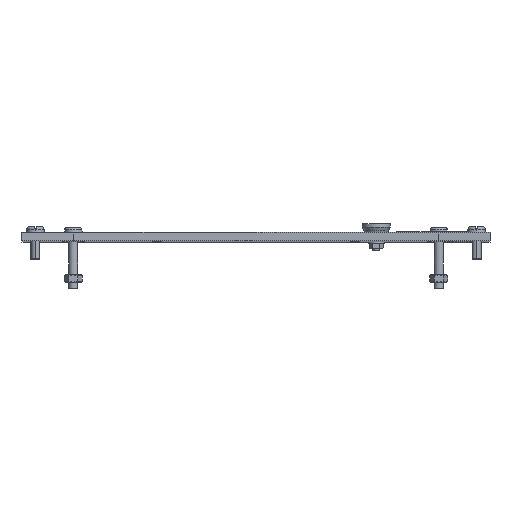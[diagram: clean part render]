
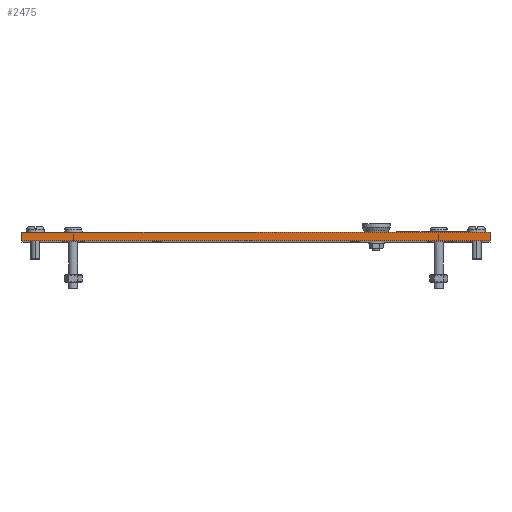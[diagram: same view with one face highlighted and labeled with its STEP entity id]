
A CAD part, top view. The second image highlights one B-rep face of the part: STEP entity #2475.
In plain terms, the highlighted planar face has unit normal (0, 0, 1).
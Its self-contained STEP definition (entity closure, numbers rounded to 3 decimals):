
#2475 = ADVANCED_FACE ( 'NONE', ( #72508 ), #55244, .F. ) ;
#3819 = EDGE_CURVE ( 'NONE', #98708, #20520, #68734, .T. ) ;
#20295 = LINE ( 'NONE', #54266, #50014 ) ;
#20520 = VERTEX_POINT ( 'NONE', #86187 ) ;
#21338 = VECTOR ( 'NONE', #85997, 1000. ) ;
#23748 = ORIENTED_EDGE ( 'NONE', *, *, #3819, .T. ) ;
#32273 = ORIENTED_EDGE ( 'NONE', *, *, #85513, .F. ) ;
#32944 = VERTEX_POINT ( 'NONE', #79036 ) ;
#33664 = VERTEX_POINT ( 'NONE', #65484 ) ;
#35845 = CARTESIAN_POINT ( 'NONE',  ( -105., -2., 145. ) ) ;
#37791 = DIRECTION ( 'NONE',  ( 0., -1., 0. ) ) ;
#37954 = DIRECTION ( 'NONE',  ( -1., 0., 0. ) ) ;
#46586 = DIRECTION ( 'NONE',  ( 0., 0., -1. ) ) ;
#47357 = EDGE_CURVE ( 'NONE', #32944, #20520, #20295, .T. ) ;
#50014 = VECTOR ( 'NONE', #89406, 1000. ) ;
#54266 = CARTESIAN_POINT ( 'NONE',  ( 105., 2., 145. ) ) ;
#55244 = PLANE ( 'NONE',  #105215 ) ;
#65024 = CARTESIAN_POINT ( 'NONE',  ( -105., 2., 145. ) ) ;
#65484 = CARTESIAN_POINT ( 'NONE',  ( -105., 2., 145. ) ) ;
#68734 = LINE ( 'NONE', #86579, #21338 ) ;
#71902 = VECTOR ( 'NONE', #99610, 1000. ) ;
#72508 = FACE_OUTER_BOUND ( 'NONE', #102334, .T. ) ;
#74018 = EDGE_CURVE ( 'NONE', #33664, #98708, #84388, .T. ) ;
#74069 = CARTESIAN_POINT ( 'NONE',  ( -105., 2., 145. ) ) ;
#79036 = CARTESIAN_POINT ( 'NONE',  ( 105., 2., 145. ) ) ;
#84388 = LINE ( 'NONE', #74069, #100436 ) ;
#85513 = EDGE_CURVE ( 'NONE', #33664, #32944, #91558, .T. ) ;
#85997 = DIRECTION ( 'NONE',  ( 1., 0., 0. ) ) ;
#86187 = CARTESIAN_POINT ( 'NONE',  ( 105., -2., 145. ) ) ;
#86579 = CARTESIAN_POINT ( 'NONE',  ( -105., -2., 145. ) ) ;
#89406 = DIRECTION ( 'NONE',  ( 0., -1., 0. ) ) ;
#91558 = LINE ( 'NONE', #101848, #71902 ) ;
#95853 = ORIENTED_EDGE ( 'NONE', *, *, #74018, .T. ) ;
#98708 = VERTEX_POINT ( 'NONE', #35845 ) ;
#99610 = DIRECTION ( 'NONE',  ( 1., 0., 0. ) ) ;
#100436 = VECTOR ( 'NONE', #37791, 1000. ) ;
#101848 = CARTESIAN_POINT ( 'NONE',  ( -105., 2., 145. ) ) ;
#102334 = EDGE_LOOP ( 'NONE', ( #23748, #113996, #32273, #95853 ) ) ;
#105215 = AXIS2_PLACEMENT_3D ( 'NONE', #65024, #46586, #37954 ) ;
#113996 = ORIENTED_EDGE ( 'NONE', *, *, #47357, .F. ) ;
